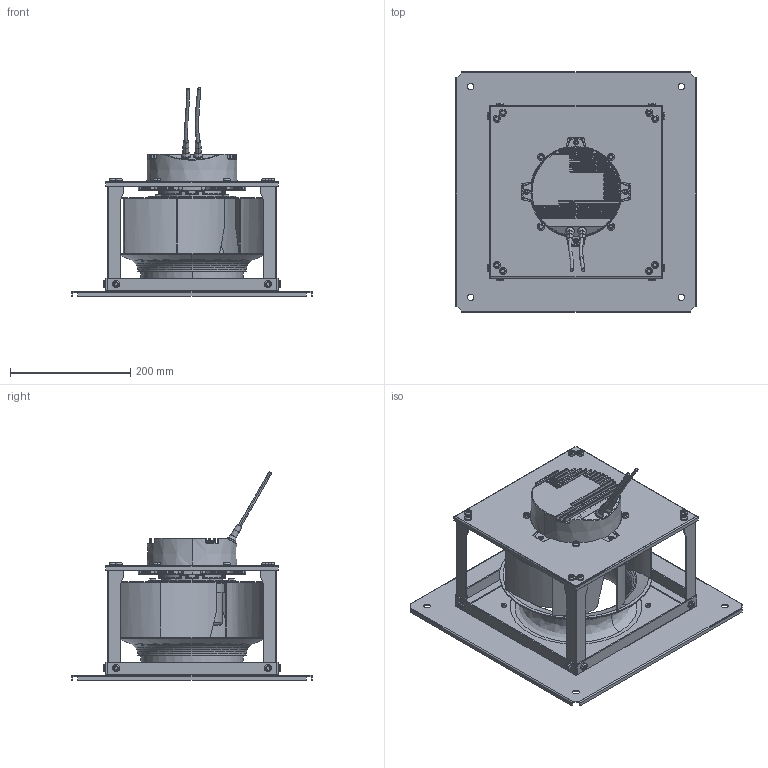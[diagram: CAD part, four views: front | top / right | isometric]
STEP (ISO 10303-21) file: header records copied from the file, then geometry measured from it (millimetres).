
FILE_DESCRIPTION((''),'2;1');
FILE_NAME('GTM025FUC19R_ASM','2015-12-22T',('MINGHAN.CHUNG'),(''),'PRO/ENGINEER BY PARAMETRIC TECHNOLOGY CORPORATION, 2010180','PRO/ENGINEER BY PARAMETRIC TECHNOLOGY CORPORATION, 2010180','');
FILE_SCHEMA(('CONFIG_CONTROL_DESIGN'));
Products named in the file (37): TOP-PLATE; SUPPORT-2; SUPPORT-22R; BOTTOM-PLATE; SCREW-M6-L10; FRAME_ASM; 4101261500--PILLOW; BEARING-INNER-RING; BEARING-OUTER-RING; BEARING-BALL; BEARING-COVER; BEARING-6001_ASM; OD84-CASE; OD84-BRASS; OD84-SHAFT; OD84-FLANGE; OD84-CASE-ASSEMBLY_ASM; 4101153800--COVER; 3230416800--GROMMET; 039012125--CABLE; 3815403000--COVER-ASSEMBLY_ASM; SCREW--M4-L10; OD84-MOTOR-ASSEMBLY_ASM; IMPELLER-DISC_AF0; IMPELLER-BLADE_AF0; IMPELLER-BLADE_AF1; IMPELLER-BLADE_AF2; IMPELLER-BLADE_AF3; IMPELLER-BLADE_AF4; IMPELLER-BLADE_AF5; IMPELLER-BLADE_AF6; IMPELLER-SHROUD_AF0; IMPELLER-254MM_ASM; GTB025FUC19R_ASM; 3323213800--PUNKER-NOZZLE; 3105575200--T20--M4--L8; GTM025FUC19R_ASM
Assembly tree (76 placements, depth 5):
  GTM025FUC19R_ASM
    FRAME_ASM
      TOP-PLATE
      SUPPORT-2  x4
      SUPPORT-22R  x4
      BOTTOM-PLATE
      SCREW-M6-L10  x16
    GTB025FUC19R_ASM
      OD84-MOTOR-ASSEMBLY_ASM
        4101261500--PILLOW
        BEARING-6001_ASM
          BEARING-INNER-RING
          BEARING-OUTER-RING
          BEARING-BALL  x8
          BEARING-COVER  x2
        OD84-CASE-ASSEMBLY_ASM
          OD84-CASE
          OD84-BRASS
          OD84-SHAFT
          OD84-FLANGE
        3815403000--COVER-ASSEMBLY_ASM
          4101153800--COVER
          3230416800--GROMMET  x2
          039012125--CABLE
        SCREW--M4-L10  x4
      IMPELLER-254MM_ASM
        IMPELLER-DISC_AF0
        IMPELLER-BLADE_AF0
        IMPELLER-BLADE_AF1
        IMPELLER-BLADE_AF2
        IMPELLER-BLADE_AF3
        IMPELLER-BLADE_AF4
        IMPELLER-BLADE_AF5
        IMPELLER-BLADE_AF6
        IMPELLER-SHROUD_AF0
    SCREW-M6-L10  x4
    3323213800--PUNKER-NOZZLE
    3105575200--T20--M4--L8  x4
Bounding box: 400 x 400 x 346.38 mm (x, y, z)
Volume: 1417524.8 mm3; surface area: 1286907.3 mm2
Topology: 72 solids, 72 shells, 4987 faces, 12290 edges, 7604 vertices
Faces by surface type: plane 2052, cylinder 1268, torus 622, bspline 582, cone 322, sphere 137, revolution 4
Entity records: 143925 total; most frequent: CARTESIAN_POINT 54986, ORIENTED_EDGE 18946, DIRECTION 17953, EDGE_CURVE 9473, AXIS2_PLACEMENT_3D 6941, VERTEX_POINT 5777, EDGE_LOOP 4162, VECTOR 4067
